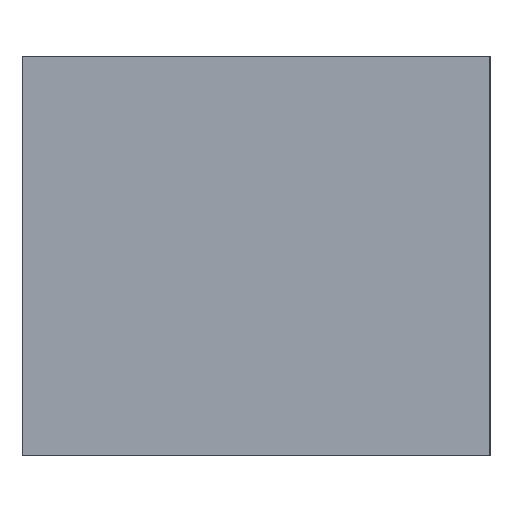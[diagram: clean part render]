
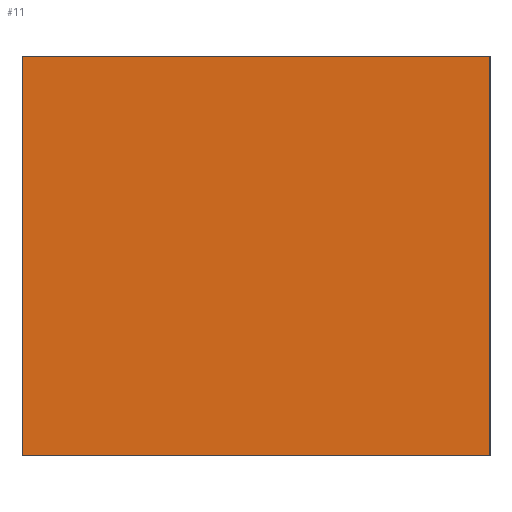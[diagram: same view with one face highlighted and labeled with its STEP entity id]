
A CAD part, left-side view. The second image highlights one B-rep face of the part: STEP entity #11.
In plain terms, the highlighted planar face has unit normal (-1, 0, 0).
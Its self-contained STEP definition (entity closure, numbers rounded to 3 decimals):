
#2 = LINE ( 'NONE', #56, #77 ) ;
#8 = CARTESIAN_POINT ( 'NONE',  ( 0., 0., 29. ) ) ;
#11 = ADVANCED_FACE ( 'NONE', ( #178 ), #19, .F. ) ;
#19 = PLANE ( 'NONE',  #49 ) ;
#31 = VERTEX_POINT ( 'NONE', #146 ) ;
#34 = VECTOR ( 'NONE', #136, 1000. ) ;
#38 = VECTOR ( 'NONE', #149, 1000. ) ;
#42 = LINE ( 'NONE', #8, #34 ) ;
#45 = VERTEX_POINT ( 'NONE', #55 ) ;
#49 = AXIS2_PLACEMENT_3D ( 'NONE', #144, #162, #113 ) ;
#55 = CARTESIAN_POINT ( 'NONE',  ( 0., 34., 0. ) ) ;
#56 = CARTESIAN_POINT ( 'NONE',  ( 0., 0., 0. ) ) ;
#59 = CARTESIAN_POINT ( 'NONE',  ( 0., 34., 29. ) ) ;
#61 = CARTESIAN_POINT ( 'NONE',  ( 0., 0., 0. ) ) ;
#68 = ORIENTED_EDGE ( 'NONE', *, *, #105, .F. ) ;
#73 = EDGE_LOOP ( 'NONE', ( #109, #68, #127, #126 ) ) ;
#74 = DIRECTION ( 'NONE',  ( 0., -1., 0. ) ) ;
#77 = VECTOR ( 'NONE', #229, 1000. ) ;
#79 = CARTESIAN_POINT ( 'NONE',  ( 0., 0., 29. ) ) ;
#90 = EDGE_CURVE ( 'NONE', #31, #45, #185, .T. ) ;
#105 = EDGE_CURVE ( 'NONE', #221, #225, #42, .T. ) ;
#108 = EDGE_CURVE ( 'NONE', #45, #225, #2, .T. ) ;
#109 = ORIENTED_EDGE ( 'NONE', *, *, #108, .T. ) ;
#113 = DIRECTION ( 'NONE',  ( 0., 0., -1. ) ) ;
#122 = EDGE_CURVE ( 'NONE', #31, #221, #143, .T. ) ;
#126 = ORIENTED_EDGE ( 'NONE', *, *, #90, .T. ) ;
#127 = ORIENTED_EDGE ( 'NONE', *, *, #122, .F. ) ;
#136 = DIRECTION ( 'NONE',  ( 0., 0., -1. ) ) ;
#143 = LINE ( 'NONE', #187, #236 ) ;
#144 = CARTESIAN_POINT ( 'NONE',  ( 0., 0., 29. ) ) ;
#146 = CARTESIAN_POINT ( 'NONE',  ( 0., 34., 29. ) ) ;
#149 = DIRECTION ( 'NONE',  ( 0., 0., -1. ) ) ;
#162 = DIRECTION ( 'NONE',  ( 1., 0., 0. ) ) ;
#178 = FACE_OUTER_BOUND ( 'NONE', #73, .T. ) ;
#185 = LINE ( 'NONE', #59, #38 ) ;
#187 = CARTESIAN_POINT ( 'NONE',  ( 0., 0., 29. ) ) ;
#221 = VERTEX_POINT ( 'NONE', #79 ) ;
#225 = VERTEX_POINT ( 'NONE', #61 ) ;
#229 = DIRECTION ( 'NONE',  ( 0., -1., 0. ) ) ;
#236 = VECTOR ( 'NONE', #74, 1000. ) ;
